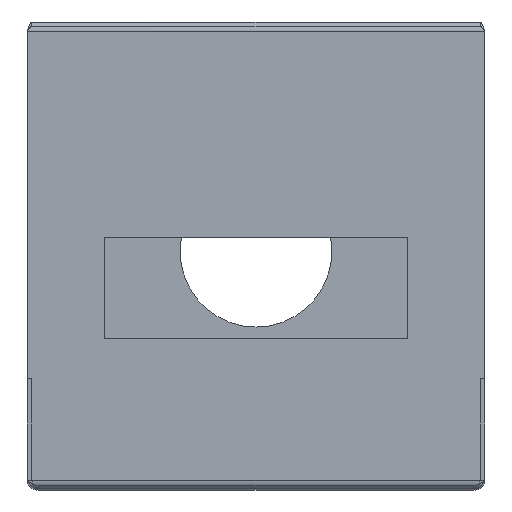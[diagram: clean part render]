
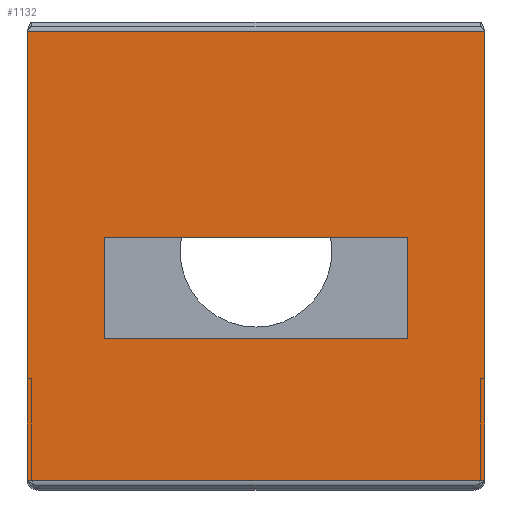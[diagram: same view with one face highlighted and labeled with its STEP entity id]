
A CAD part, front view. The second image highlights one B-rep face of the part: STEP entity #1132.
In plain terms, the highlighted planar face has unit normal (0, -1, 0).
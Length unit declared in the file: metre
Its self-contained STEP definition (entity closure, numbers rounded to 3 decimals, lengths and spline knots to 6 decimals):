
#172=ORIENTED_EDGE('',*,*,#472,.F.);
#173=ORIENTED_EDGE('',*,*,#474,.T.);
#174=ORIENTED_EDGE('',*,*,#466,.T.);
#175=ORIENTED_EDGE('',*,*,#469,.F.);
#176=ORIENTED_EDGE('',*,*,#478,.F.);
#177=ORIENTED_EDGE('',*,*,#476,.T.);
#178=ORIENTED_EDGE('',*,*,#455,.F.);
#179=ORIENTED_EDGE('',*,*,#479,.F.);
#180=ORIENTED_EDGE('',*,*,#459,.F.);
#181=ORIENTED_EDGE('',*,*,#462,.F.);
#455=EDGE_CURVE('',#607,#605,#702,.T.);
#459=EDGE_CURVE('',#611,#609,#705,.F.);
#462=EDGE_CURVE('',#613,#611,#707,.F.);
#466=EDGE_CURVE('',#615,#617,#711,.T.);
#469=EDGE_CURVE('',#619,#617,#714,.T.);
#472=EDGE_CURVE('',#621,#619,#717,.T.);
#474=EDGE_CURVE('',#621,#615,#719,.T.);
#476=EDGE_CURVE('',#623,#605,#721,.T.);
#478=EDGE_CURVE('',#623,#613,#722,.F.);
#479=EDGE_CURVE('',#609,#607,#723,.F.);
#605=VERTEX_POINT('',#1611);
#607=VERTEX_POINT('',#1618);
#609=VERTEX_POINT('',#1626);
#611=VERTEX_POINT('',#1630);
#613=VERTEX_POINT('',#1639);
#615=VERTEX_POINT('',#1644);
#617=VERTEX_POINT('',#1648);
#619=VERTEX_POINT('',#1654);
#621=VERTEX_POINT('',#1660);
#623=VERTEX_POINT('',#1669);
#702=LINE('',#1619,#798);
#705=LINE('',#1631,#801);
#707=LINE('',#1640,#803);
#711=LINE('',#1649,#807);
#714=LINE('',#1655,#810);
#717=LINE('',#1661,#813);
#719=LINE('',#1664,#815);
#721=LINE('',#1668,#817);
#722=LINE('',#1675,#818);
#723=LINE('',#1676,#819);
#798=VECTOR('',#1317,1.);
#801=VECTOR('',#1322,1.);
#803=VECTOR('',#1326,1.);
#807=VECTOR('',#1332,1.);
#810=VECTOR('',#1337,1.);
#813=VECTOR('',#1342,1.);
#815=VECTOR('',#1346,1.);
#817=VECTOR('',#1350,1.);
#818=VECTOR('',#1353,1.);
#819=VECTOR('',#1354,1.);
#890=EDGE_LOOP('',(#172,#173,#174,#175));
#891=EDGE_LOOP('',(#176,#177,#178,#179,#180,#181));
#990=FACE_BOUND('',#890,.T.);
#991=FACE_BOUND('',#891,.T.);
#1090=PLANE('',#1219);
#1132=ADVANCED_FACE('',(#990,#991),#1090,.T.);
#1219=AXIS2_PLACEMENT_3D('',#1674,#1351,#1352);
#1317=DIRECTION('',(0.,0.,-1.));
#1322=DIRECTION('',(0.,0.,-1.));
#1326=DIRECTION('',(0.,0.,-1.));
#1332=DIRECTION('',(0.,0.,-1.));
#1337=DIRECTION('',(1.,0.,0.));
#1342=DIRECTION('',(0.,0.,-1.));
#1346=DIRECTION('',(1.,0.,0.));
#1350=DIRECTION('',(0.,0.,1.));
#1351=DIRECTION('',(0.,-1.,0.));
#1352=DIRECTION('',(0.,0.,-1.));
#1353=DIRECTION('',(1.,0.,0.));
#1354=DIRECTION('',(-1.,0.,0.));
#1611=CARTESIAN_POINT('',(0.0226,-0.110525,0.011));
#1618=CARTESIAN_POINT('',(0.0226,-0.110525,0.0453));
#1619=CARTESIAN_POINT('',(0.0226,-0.110525,0.014425));
#1626=CARTESIAN_POINT('',(-0.0226,-0.110525,0.0453));
#1630=CARTESIAN_POINT('',(-0.0226,-0.110525,0.011));
#1631=CARTESIAN_POINT('',(-0.0226,-0.110525,0.014425));
#1639=CARTESIAN_POINT('',(-0.0226,-0.110525,0.00095));
#1640=CARTESIAN_POINT('',(-0.0226,-0.110525,0.014425));
#1644=CARTESIAN_POINT('',(0.015,-0.110525,0.025));
#1648=CARTESIAN_POINT('',(0.015,-0.110525,0.015));
#1649=CARTESIAN_POINT('',(0.015,-0.110525,0.023125));
#1654=CARTESIAN_POINT('',(-0.015,-0.110525,0.015));
#1655=CARTESIAN_POINT('',(0.,-0.110525,0.015));
#1660=CARTESIAN_POINT('',(-0.015,-0.110525,0.025));
#1661=CARTESIAN_POINT('',(-0.015,-0.110525,0.023125));
#1664=CARTESIAN_POINT('',(0.,-0.110525,0.025));
#1668=CARTESIAN_POINT('',(0.0226,-0.110525,0.023125));
#1669=CARTESIAN_POINT('',(0.0226,-0.110525,0.00095));
#1674=CARTESIAN_POINT('',(0.,-0.110525,0.023125));
#1675=CARTESIAN_POINT('',(0.,-0.110525,0.00095));
#1676=CARTESIAN_POINT('',(0.,-0.110525,0.0453));
